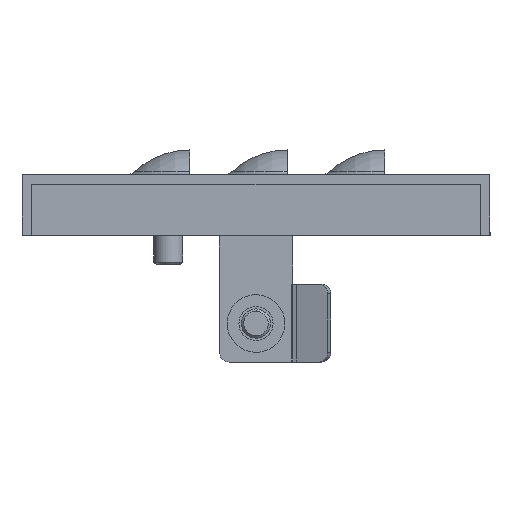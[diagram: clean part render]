
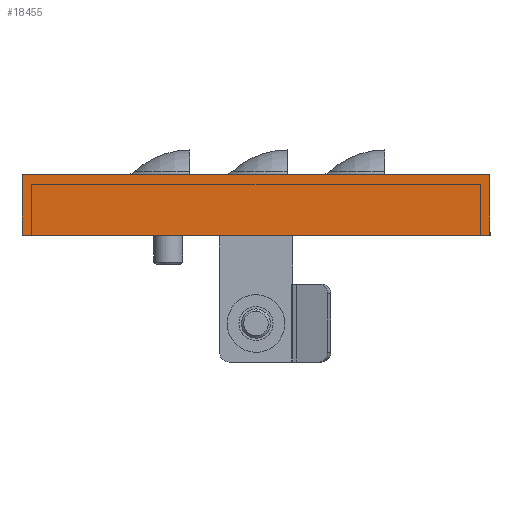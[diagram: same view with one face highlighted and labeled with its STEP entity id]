
A CAD part, left-side view. The second image highlights one B-rep face of the part: STEP entity #18455.
In plain terms, the highlighted planar face has unit normal (-1, 0, 0).
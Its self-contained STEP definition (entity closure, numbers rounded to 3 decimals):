
#317 = EDGE_CURVE ( 'NONE', #4855, #15545, #19637, .T. ) ;
#1205 = CARTESIAN_POINT ( 'NONE',  ( -795., 0., 0. ) ) ;
#1568 = CARTESIAN_POINT ( 'NONE',  ( -795., -96., 2.928 ) ) ;
#2920 = EDGE_CURVE ( 'NONE', #5952, #4855, #3719, .T. ) ;
#3525 = ORIENTED_EDGE ( 'NONE', *, *, #2920, .T. ) ;
#3589 = VECTOR ( 'NONE', #8853, 1000. ) ;
#3719 = LINE ( 'NONE', #11308, #7461 ) ;
#3730 = VERTEX_POINT ( 'NONE', #13000 ) ;
#4041 = ORIENTED_EDGE ( 'NONE', *, *, #8590, .F. ) ;
#4070 = CARTESIAN_POINT ( 'NONE',  ( -795., -48., -2. ) ) ;
#4193 = DIRECTION ( 'NONE',  ( 0., 1., 0. ) ) ;
#4702 = ORIENTED_EDGE ( 'NONE', *, *, #317, .T. ) ;
#4827 = CARTESIAN_POINT ( 'NONE',  ( -795., -96., -12.5 ) ) ;
#4855 = VERTEX_POINT ( 'NONE', #21416 ) ;
#5272 = LINE ( 'NONE', #1568, #3589 ) ;
#5536 = ORIENTED_EDGE ( 'NONE', *, *, #11660, .T. ) ;
#5794 = VECTOR ( 'NONE', #4193, 1000. ) ;
#5943 = CARTESIAN_POINT ( 'NONE',  ( -795., -48., -12.5 ) ) ;
#5952 = VERTEX_POINT ( 'NONE', #1205 ) ;
#6100 = CARTESIAN_POINT ( 'NONE',  ( -795., -48., 0. ) ) ;
#7461 = VECTOR ( 'NONE', #10962, 1000. ) ;
#7640 = DIRECTION ( 'NONE',  ( 1., 0., 0. ) ) ;
#8590 = EDGE_CURVE ( 'NONE', #3730, #15545, #5272, .T. ) ;
#8853 = DIRECTION ( 'NONE',  ( 0., 0., -1. ) ) ;
#10094 = VECTOR ( 'NONE', #17830, 1000. ) ;
#10962 = DIRECTION ( 'NONE',  ( 0., 0., -1. ) ) ;
#11308 = CARTESIAN_POINT ( 'NONE',  ( -795., 0., 2.928 ) ) ;
#11660 = EDGE_CURVE ( 'NONE', #3730, #5952, #20003, .T. ) ;
#13000 = CARTESIAN_POINT ( 'NONE',  ( -795., -96., 0. ) ) ;
#13682 = AXIS2_PLACEMENT_3D ( 'NONE', #4070, #7640, #21767 ) ;
#15545 = VERTEX_POINT ( 'NONE', #4827 ) ;
#16868 = FACE_OUTER_BOUND ( 'NONE', #21417, .T. ) ;
#17830 = DIRECTION ( 'NONE',  ( 0., -1., 0. ) ) ;
#18304 = PLANE ( 'NONE',  #13682 ) ;
#18455 = ADVANCED_FACE ( 'NONE', ( #16868 ), #18304, .F. ) ;
#19637 = LINE ( 'NONE', #5943, #10094 ) ;
#20003 = LINE ( 'NONE', #6100, #5794 ) ;
#21416 = CARTESIAN_POINT ( 'NONE',  ( -795., 0., -12.5 ) ) ;
#21417 = EDGE_LOOP ( 'NONE', ( #5536, #3525, #4702, #4041 ) ) ;
#21767 = DIRECTION ( 'NONE',  ( 0., 0., 1. ) ) ;
